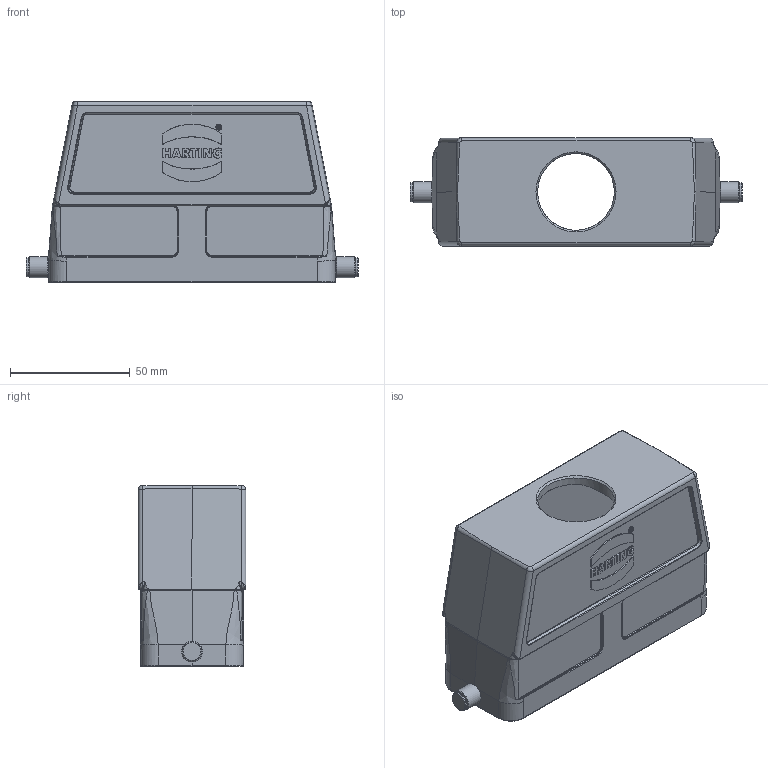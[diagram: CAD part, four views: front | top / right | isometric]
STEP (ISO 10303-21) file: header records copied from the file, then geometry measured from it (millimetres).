
FILE_DESCRIPTION(/* description */ (''),/* implementation_level */ '2;1');
FILE_NAME(/* name */ '100110715ugm000_b.stp',/* time_stamp */ '2017-10-26T13:36:16+02:00',/* author */ (''),/* organization */ (''),/* preprocessor_version */ 'ST-DEVELOPER v16',/* originating_system */ 'SIEMENS PLM Software NX 10.0',/* authorisation */ '');
FILE_SCHEMA (('AUTOMOTIVE_DESIGN { 1 0 10303 214 3 1 1 1 }'));
Length unit declared in the file: millimetre
Products named in the file (1): 100110715ugm000_b
Bounding box: 138.5 x 45 x 75.5 mm (x, y, z)
Volume: 96271.5 mm3; surface area: 52708.1 mm2
Topology: 1 solids, 1 shells, 634 faces, 2099 edges, 2035 vertices
Faces by surface type: plane 265, cylinder 137, bspline 131, torus 52, cone 43, sphere 6
Full cylindrical faces by diameter (mm): 3 x4, 4 x2, 4.97 x2, 8 x2, 8.8 x2, 32 x1
Entity records: 28564 total; most frequent: CARTESIAN_POINT 9815, ORIENTED_EDGE 3022, DIRECTION 2836, EDGE_CURVE 1511, AXIS2_PLACEMENT_3D 965, VERTEX_POINT 955, LINE 906, VECTOR 906
